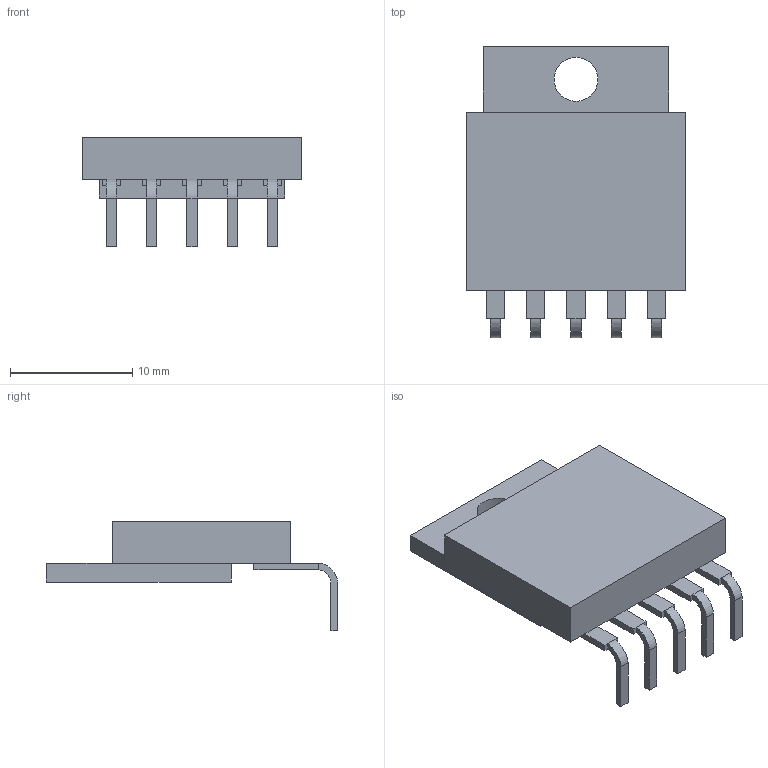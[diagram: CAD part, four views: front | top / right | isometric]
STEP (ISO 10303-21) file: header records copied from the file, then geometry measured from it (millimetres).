
FILE_DESCRIPTION(('STEP AP214'), '1');
FILE_NAME('ÌÎÏ-ðåëå_2Ì419À2_ãîðèç', '2019-04-04T08:00:41', ('voropaevvv'), (''), 'ASCON STEP Converter 1.3', 'ASCON Math Kernel', '');
FILE_SCHEMA(('AUTOMOTIVE_DESIGN { 1 0 10303 214 3 1 1}'));
Length unit declared in the file: millimetre
Bounding box: 18 x 23.85 x 9 mm (x, y, z)
Volume: 1283.2 mm3; surface area: 1159.8 mm2
Topology: 1 solids, 1 shells, 83 faces, 211 edges, 130 vertices
Faces by surface type: plane 72, bspline 10, cylinder 1
Full cylindrical faces by diameter (mm): 3.6 x1
Entity records: 3258 total; most frequent: CARTESIAN_POINT 634, ORIENTED_EDGE 420, DIRECTION 340, EDGE_CURVE 210, LINE 188, VECTOR 188, VERTEX_POINT 130, EDGE_LOOP 86
